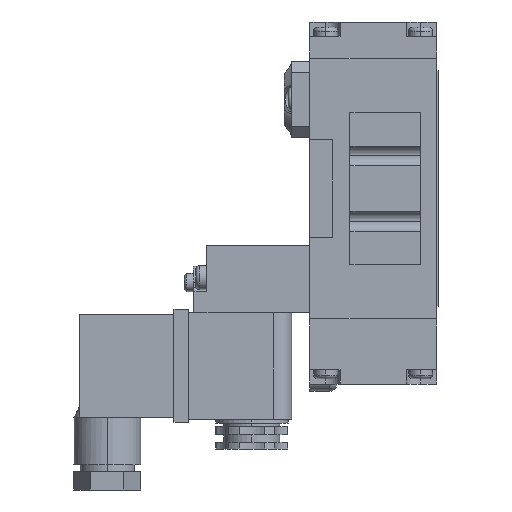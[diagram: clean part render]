
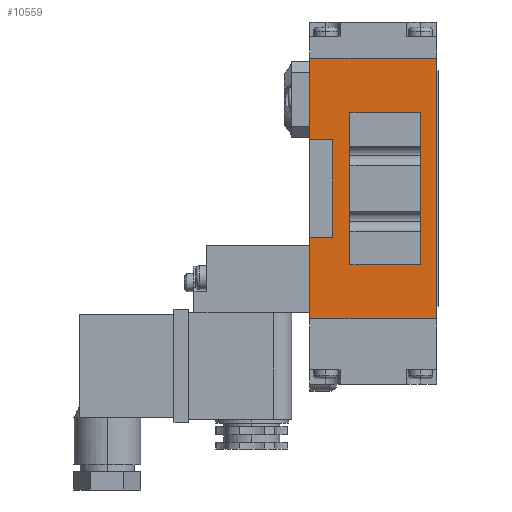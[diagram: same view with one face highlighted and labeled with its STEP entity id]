
A CAD part, left-side view. The second image highlights one B-rep face of the part: STEP entity #10559.
In plain terms, the highlighted planar face has unit normal (-1, 0, 0).
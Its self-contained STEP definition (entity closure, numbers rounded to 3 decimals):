
#38 = EDGE_LOOP ( 'NONE', ( #27359, #27361, #27363, #27365 ) ) ;
#167 = EDGE_LOOP ( 'NONE', ( #27343, #27345, #27347, #27349, #27351, #27353, #27355, #27357 ) ) ;
#5558 = VERTEX_POINT ( 'NONE', #21630 ) ;
#5589 = VERTEX_POINT ( 'NONE', #21648 ) ;
#5630 = VERTEX_POINT ( 'NONE', #21672 ) ;
#5654 = VERTEX_POINT ( 'NONE', #21686 ) ;
#5655 = VERTEX_POINT ( 'NONE', #21687 ) ;
#5666 = VERTEX_POINT ( 'NONE', #21693 ) ;
#5674 = VERTEX_POINT ( 'NONE', #21698 ) ;
#5705 = VERTEX_POINT ( 'NONE', #21716 ) ;
#5720 = AXIS2_PLACEMENT_3D ( 'NONE', #18597, #18598, #18599 ) ;
#5789 = VERTEX_POINT ( 'NONE', #21765 ) ;
#5841 = VERTEX_POINT ( 'NONE', #21795 ) ;
#5882 = VERTEX_POINT ( 'NONE', #21819 ) ;
#5894 = VERTEX_POINT ( 'NONE', #21826 ) ;
#8574 = CARTESIAN_POINT ( 'NONE',  ( -20., -13.45, -57. ) ) ;
#8575 = DIRECTION ( 'NONE',  ( 0., 1., 0. ) ) ;
#8576 = CARTESIAN_POINT ( 'NONE',  ( -20., -13.45, -57. ) ) ;
#8577 = DIRECTION ( 'NONE',  ( 0., 0., -1. ) ) ;
#8578 = CARTESIAN_POINT ( 'NONE',  ( -20., -13.45, -15. ) ) ;
#8579 = DIRECTION ( 'NONE',  ( 0., -1., 0. ) ) ;
#8580 = CARTESIAN_POINT ( 'NONE',  ( -20., 6.05, -57. ) ) ;
#8581 = DIRECTION ( 'NONE',  ( 0., 0., 1. ) ) ;
#8582 = CARTESIAN_POINT ( 'NONE',  ( -20., 17.15, -72. ) ) ;
#8583 = DIRECTION ( 'NONE',  ( 0., 0., 1. ) ) ;
#8584 = CARTESIAN_POINT ( 'NONE',  ( -20., 17.15, 0. ) ) ;
#8585 = DIRECTION ( 'NONE',  ( 0., -1., 0. ) ) ;
#8586 = CARTESIAN_POINT ( 'NONE',  ( -20., -17.85, -72. ) ) ;
#8587 = DIRECTION ( 'NONE',  ( 0., 0., -1. ) ) ;
#8588 = CARTESIAN_POINT ( 'NONE',  ( -20., 17.15, -72. ) ) ;
#8589 = DIRECTION ( 'NONE',  ( 0., -1., 0. ) ) ;
#8590 = CARTESIAN_POINT ( 'NONE',  ( -20., 17.15, -72. ) ) ;
#8591 = DIRECTION ( 'NONE',  ( 0., 0., 1. ) ) ;
#8592 = CARTESIAN_POINT ( 'NONE',  ( -20., 10.75, -49.5 ) ) ;
#8593 = DIRECTION ( 'NONE',  ( 0., 1., 0. ) ) ;
#8594 = CARTESIAN_POINT ( 'NONE',  ( -20., 10.75, -49.5 ) ) ;
#8595 = DIRECTION ( 'NONE',  ( 0., 0., 1. ) ) ;
#8596 = CARTESIAN_POINT ( 'NONE',  ( -20., 10.75, -22.5 ) ) ;
#8597 = DIRECTION ( 'NONE',  ( 0., 1., 0. ) ) ;
#9255 = LINE ( 'NONE', #8574, #9257 ) ;
#9257 = VECTOR ( 'NONE', #8575, 1000. ) ;
#9258 = LINE ( 'NONE', #8576, #9259 ) ;
#9259 = VECTOR ( 'NONE', #8577, 1000. ) ;
#9260 = LINE ( 'NONE', #8578, #9261 ) ;
#9261 = VECTOR ( 'NONE', #8579, 1000. ) ;
#9262 = LINE ( 'NONE', #8580, #9263 ) ;
#9263 = VECTOR ( 'NONE', #8581, 1000. ) ;
#9264 = LINE ( 'NONE', #8582, #9265 ) ;
#9265 = VECTOR ( 'NONE', #8583, 1000. ) ;
#9266 = LINE ( 'NONE', #8584, #9267 ) ;
#9267 = VECTOR ( 'NONE', #8585, 1000. ) ;
#9268 = LINE ( 'NONE', #8586, #9269 ) ;
#9269 = VECTOR ( 'NONE', #8587, 1000. ) ;
#9270 = LINE ( 'NONE', #8588, #9271 ) ;
#9271 = VECTOR ( 'NONE', #8589, 1000. ) ;
#9272 = LINE ( 'NONE', #8590, #9273 ) ;
#9273 = VECTOR ( 'NONE', #8591, 1000. ) ;
#9274 = LINE ( 'NONE', #8592, #9275 ) ;
#9275 = VECTOR ( 'NONE', #8593, 1000. ) ;
#9276 = LINE ( 'NONE', #8594, #9277 ) ;
#9277 = VECTOR ( 'NONE', #8595, 1000. ) ;
#9278 = LINE ( 'NONE', #8596, #9279 ) ;
#9279 = VECTOR ( 'NONE', #8597, 1000. ) ;
#10559 = ADVANCED_FACE ( 'NONE', ( #20217, #20218 ), #18596, .T. ) ;
#18596 = PLANE ( 'NONE',  #5720 ) ;
#18597 = CARTESIAN_POINT ( 'NONE',  ( -20., 17.15, -72. ) ) ;
#18598 = DIRECTION ( 'NONE',  ( -1., 0., 0. ) ) ;
#18599 = DIRECTION ( 'NONE',  ( 0., 0., 1. ) ) ;
#20217 = FACE_OUTER_BOUND ( 'NONE', #167, .T. ) ;
#20218 = FACE_BOUND ( 'NONE', #38, .T. ) ;
#21630 = CARTESIAN_POINT ( 'NONE',  ( -20., 6.05, -57. ) ) ;
#21648 = CARTESIAN_POINT ( 'NONE',  ( -20., 17.15, -49.5 ) ) ;
#21672 = CARTESIAN_POINT ( 'NONE',  ( -20., 10.75, -49.5 ) ) ;
#21686 = CARTESIAN_POINT ( 'NONE',  ( -20., -13.45, -57. ) ) ;
#21687 = CARTESIAN_POINT ( 'NONE',  ( -20., 17.15, -22.5 ) ) ;
#21693 = CARTESIAN_POINT ( 'NONE',  ( -20., 17.15, -72. ) ) ;
#21698 = CARTESIAN_POINT ( 'NONE',  ( -20., -17.85, 0. ) ) ;
#21716 = CARTESIAN_POINT ( 'NONE',  ( -20., -17.85, -72. ) ) ;
#21765 = CARTESIAN_POINT ( 'NONE',  ( -20., 17.15, 0. ) ) ;
#21795 = CARTESIAN_POINT ( 'NONE',  ( -20., 6.05, -15. ) ) ;
#21819 = CARTESIAN_POINT ( 'NONE',  ( -20., 10.75, -22.5 ) ) ;
#21826 = CARTESIAN_POINT ( 'NONE',  ( -20., -13.45, -15. ) ) ;
#26953 = EDGE_CURVE ( 'NONE', #5654, #5558, #9255, .T. ) ;
#26954 = EDGE_CURVE ( 'NONE', #5894, #5654, #9258, .T. ) ;
#26955 = EDGE_CURVE ( 'NONE', #5841, #5894, #9260, .T. ) ;
#26956 = EDGE_CURVE ( 'NONE', #5558, #5841, #9262, .T. ) ;
#26957 = EDGE_CURVE ( 'NONE', #5655, #5789, #9264, .T. ) ;
#26958 = EDGE_CURVE ( 'NONE', #5789, #5674, #9266, .T. ) ;
#26959 = EDGE_CURVE ( 'NONE', #5674, #5705, #9268, .T. ) ;
#26960 = EDGE_CURVE ( 'NONE', #5666, #5705, #9270, .T. ) ;
#26961 = EDGE_CURVE ( 'NONE', #5666, #5589, #9272, .T. ) ;
#26962 = EDGE_CURVE ( 'NONE', #5630, #5589, #9274, .T. ) ;
#26963 = EDGE_CURVE ( 'NONE', #5630, #5882, #9276, .T. ) ;
#26964 = EDGE_CURVE ( 'NONE', #5882, #5655, #9278, .T. ) ;
#27343 = ORIENTED_EDGE ( 'NONE', *, *, #26964, .F. ) ;
#27345 = ORIENTED_EDGE ( 'NONE', *, *, #26963, .F. ) ;
#27347 = ORIENTED_EDGE ( 'NONE', *, *, #26962, .T. ) ;
#27349 = ORIENTED_EDGE ( 'NONE', *, *, #26961, .F. ) ;
#27351 = ORIENTED_EDGE ( 'NONE', *, *, #26960, .T. ) ;
#27353 = ORIENTED_EDGE ( 'NONE', *, *, #26959, .F. ) ;
#27355 = ORIENTED_EDGE ( 'NONE', *, *, #26958, .F. ) ;
#27357 = ORIENTED_EDGE ( 'NONE', *, *, #26957, .F. ) ;
#27359 = ORIENTED_EDGE ( 'NONE', *, *, #26956, .T. ) ;
#27361 = ORIENTED_EDGE ( 'NONE', *, *, #26955, .T. ) ;
#27363 = ORIENTED_EDGE ( 'NONE', *, *, #26954, .T. ) ;
#27365 = ORIENTED_EDGE ( 'NONE', *, *, #26953, .T. ) ;
